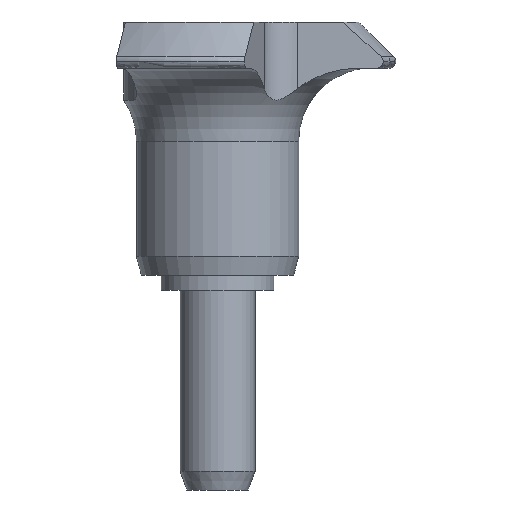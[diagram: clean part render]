
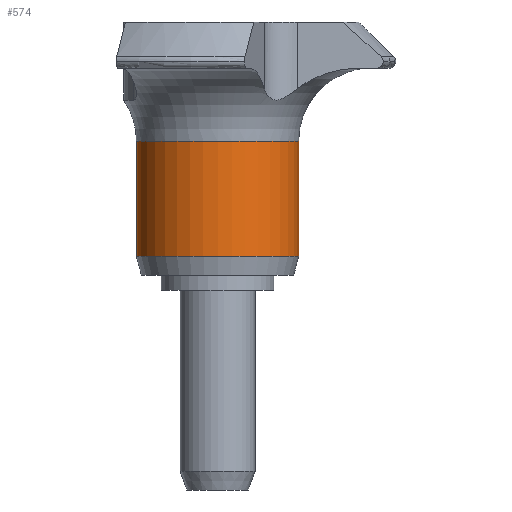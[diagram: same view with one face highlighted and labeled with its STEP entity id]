
A CAD part, front view. The second image highlights one B-rep face of the part: STEP entity #574.
In plain terms, the highlighted cylindrical face has radius 8.65 mm (diameter 17.3 mm), a partial arc.
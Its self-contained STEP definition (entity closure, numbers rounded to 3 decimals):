
#366=EDGE_CURVE('',#884,#420,#989,.T.);
#376=EDGE_CURVE('',#450,#884,#999,.T.);
#420=VERTEX_POINT('',#1046);
#450=VERTEX_POINT('',#1076);
#536=EDGE_CURVE('',#762,#420,#1174,.T.);
#574=ADVANCED_FACE('',(#1217),#1218,.T.);
#744=EDGE_CURVE('',#762,#450,#1403,.T.);
#762=VERTEX_POINT('',#1422);
#884=VERTEX_POINT('',#1557);
#989=LINE('',#1744,#1745);
#999=CIRCLE('',#1784,8.65);
#1046=CARTESIAN_POINT('',(8.65,0.,2.614));
#1076=CARTESIAN_POINT('',(-8.65,0.,14.92));
#1174=CIRCLE('',#2218,8.65);
#1217=FACE_OUTER_BOUND('',#2303,.T.);
#1218=CYLINDRICAL_SURFACE('',#2304,8.65);
#1403=LINE('',#2677,#2678);
#1422=CARTESIAN_POINT('',(-8.65,0.,2.614));
#1557=CARTESIAN_POINT('',(8.65,0.,14.92));
#1744=CARTESIAN_POINT('',(8.65,0.,8.693));
#1745=VECTOR('',#3085,1.0);
#1784=AXIS2_PLACEMENT_3D('',#3087,#3088,#3089);
#2218=AXIS2_PLACEMENT_3D('',#3272,#3273,#3274);
#2303=EDGE_LOOP('',(#3316,#3317,#3318,#3319));
#2304=AXIS2_PLACEMENT_3D('',#3320,#3321,#3322);
#2677=CARTESIAN_POINT('',(-8.65,0.,8.693));
#2678=VECTOR('',#3529,1.0);
#3085=DIRECTION('',(-0.0,-0.0,-1.0));
#3087=CARTESIAN_POINT('',(0.,0.,14.92));
#3088=DIRECTION('',(0.0,0.0,1.0));
#3089=DIRECTION('',(-1.0,0.,0.0));
#3272=CARTESIAN_POINT('',(0.,0.,2.614));
#3273=DIRECTION('',(0.0,0.0,1.0));
#3274=DIRECTION('',(-1.0,0.,0.0));
#3316=ORIENTED_EDGE('',*,*,#744,.F.);
#3317=ORIENTED_EDGE('',*,*,#536,.T.);
#3318=ORIENTED_EDGE('',*,*,#366,.F.);
#3319=ORIENTED_EDGE('',*,*,#376,.F.);
#3320=CARTESIAN_POINT('',(0.,0.,8.693));
#3321=DIRECTION('',(-0.0,-0.0,-1.0));
#3322=DIRECTION('',(-1.0,0.,0.0));
#3529=DIRECTION('',(0.0,0.0,1.0));
